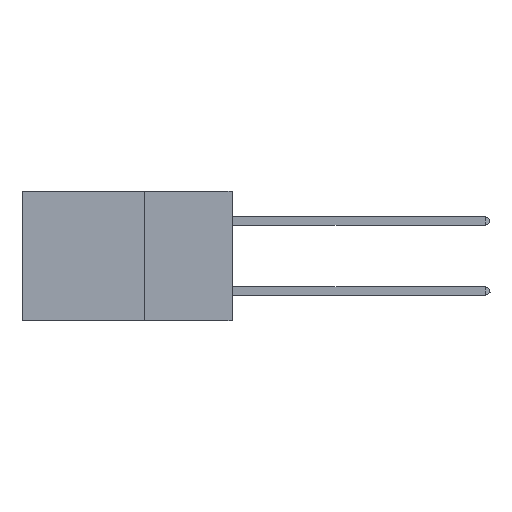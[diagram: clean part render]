
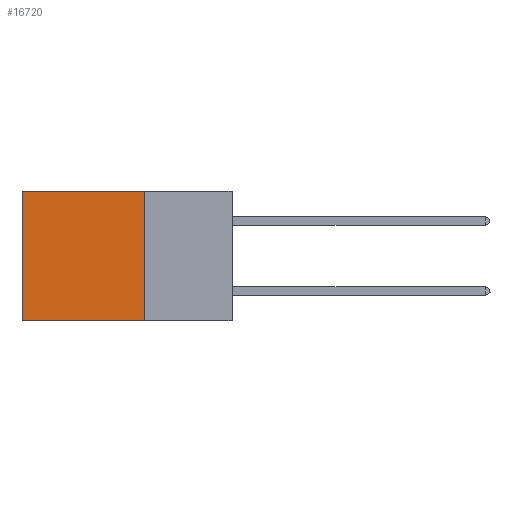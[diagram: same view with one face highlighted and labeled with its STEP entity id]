
A CAD part, left-side view. The second image highlights one B-rep face of the part: STEP entity #16720.
In plain terms, the highlighted planar face has unit normal (-1, 0, 0).
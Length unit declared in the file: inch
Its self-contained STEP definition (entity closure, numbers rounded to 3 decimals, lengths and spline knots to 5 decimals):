
#342 = ORIENTED_EDGE ( 'NONE', *, *, #4031, .F. ) ;
#714 = VECTOR ( 'NONE', #26625, 39.37008 ) ;
#1590 = AXIS2_PLACEMENT_3D ( 'NONE', #13733, #19891, #7377 ) ;
#3662 = VERTEX_POINT ( 'NONE', #18757 ) ;
#4031 = EDGE_CURVE ( 'NONE', #3662, #11685, #15348, .T. ) ;
#5367 = EDGE_CURVE ( 'NONE', #13497, #23742, #17303, .T. ) ;
#5583 = CARTESIAN_POINT ( 'NONE',  ( 0.2875, 0.25, -0.37 ) ) ;
#6287 = CARTESIAN_POINT ( 'NONE',  ( 0.2875, 0.25, 0. ) ) ;
#6363 = LINE ( 'NONE', #7705, #714 ) ;
#7377 = DIRECTION ( 'NONE',  ( 0., 0., -1. ) ) ;
#7705 = CARTESIAN_POINT ( 'NONE',  ( 0.2875, 0.25, -0.37 ) ) ;
#8089 = DIRECTION ( 'NONE',  ( 0., 0., -1. ) ) ;
#8253 = DIRECTION ( 'NONE',  ( 0., 1., 0. ) ) ;
#8450 = EDGE_CURVE ( 'NONE', #3662, #13497, #23428, .T. ) ;
#10433 = ORIENTED_EDGE ( 'NONE', *, *, #8450, .T. ) ;
#11685 = VERTEX_POINT ( 'NONE', #5583 ) ;
#13497 = VERTEX_POINT ( 'NONE', #24049 ) ;
#13733 = CARTESIAN_POINT ( 'NONE',  ( 0.2875, 0.25, 0. ) ) ;
#14035 = EDGE_LOOP ( 'NONE', ( #17058, #27049, #342, #10433 ) ) ;
#14113 = EDGE_CURVE ( 'NONE', #11685, #23742, #6363, .T. ) ;
#15348 = LINE ( 'NONE', #21264, #19720 ) ;
#16720 = ADVANCED_FACE ( 'NONE', ( #23294 ), #22193, .F. ) ;
#17058 = ORIENTED_EDGE ( 'NONE', *, *, #5367, .T. ) ;
#17303 = LINE ( 'NONE', #25403, #21942 ) ;
#18757 = CARTESIAN_POINT ( 'NONE',  ( 0.2875, 0.25, 0. ) ) ;
#19720 = VECTOR ( 'NONE', #24177, 39.37008 ) ;
#19891 = DIRECTION ( 'NONE',  ( 1., 0., 0. ) ) ;
#20638 = CARTESIAN_POINT ( 'NONE',  ( 0.2875, 0.6, -0.37 ) ) ;
#21264 = CARTESIAN_POINT ( 'NONE',  ( 0.2875, 0.25, 0. ) ) ;
#21751 = VECTOR ( 'NONE', #8253, 39.37008 ) ;
#21942 = VECTOR ( 'NONE', #8089, 39.37008 ) ;
#22193 = PLANE ( 'NONE',  #1590 ) ;
#23294 = FACE_OUTER_BOUND ( 'NONE', #14035, .T. ) ;
#23428 = LINE ( 'NONE', #6287, #21751 ) ;
#23742 = VERTEX_POINT ( 'NONE', #20638 ) ;
#24049 = CARTESIAN_POINT ( 'NONE',  ( 0.2875, 0.6, 0. ) ) ;
#24177 = DIRECTION ( 'NONE',  ( 0., 0., -1. ) ) ;
#25403 = CARTESIAN_POINT ( 'NONE',  ( 0.2875, 0.6, 0. ) ) ;
#26625 = DIRECTION ( 'NONE',  ( 0., 1., 0. ) ) ;
#27049 = ORIENTED_EDGE ( 'NONE', *, *, #14113, .F. ) ;
